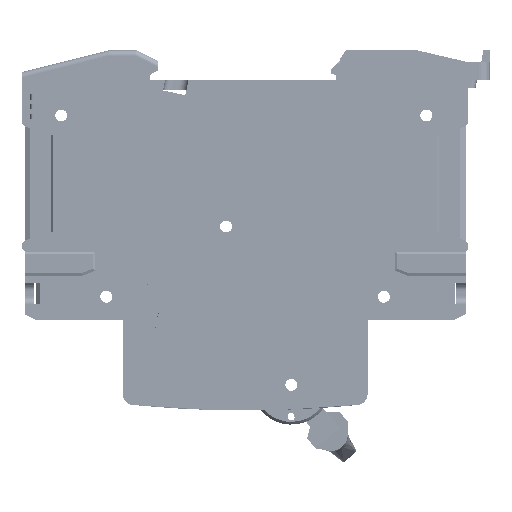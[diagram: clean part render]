
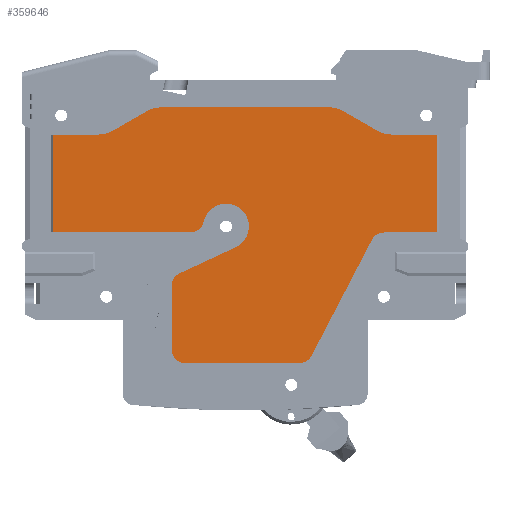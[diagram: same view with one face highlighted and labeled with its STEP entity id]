
A CAD part, front view. The second image highlights one B-rep face of the part: STEP entity #359646.
In plain terms, the highlighted planar face has unit normal (0, 1, 0).
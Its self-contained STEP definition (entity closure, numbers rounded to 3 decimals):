
#341908=DIRECTION('',(1.,0.,0.));
#341909=VECTOR('',#341908,25.248);
#341910=CARTESIAN_POINT('',(-35.3,-53.1,16.));
#341911=LINE('',#341910,#341909);
#342038=DIRECTION('',(0.,0.,-1.));
#342039=VECTOR('',#342038,18.);
#342040=CARTESIAN_POINT('',(-35.3,-53.1,34.));
#342041=LINE('',#342040,#342039);
#342045=DIRECTION('',(-1.,0.,0.));
#342046=VECTOR('',#342045,8.46);
#342047=CARTESIAN_POINT('',(-26.84,-53.1,34.));
#342048=LINE('',#342047,#342046);
#342052=CARTESIAN_POINT('',(-10.052,-53.1,18.5));
#342053=DIRECTION('',(0.,-1.,0.));
#342054=DIRECTION('',(0.,0.,-1.));
#342055=AXIS2_PLACEMENT_3D('',#342052,#342053,#342054);
#342060=CARTESIAN_POINT('',(-3.5,-53.1,17.1));
#342061=DIRECTION('',(0.,-1.,0.));
#342062=DIRECTION('',(0.423,0.,-0.906));
#342063=AXIS2_PLACEMENT_3D('',#342060,#342061,#342062);
#342068=DIRECTION('',(-0.906,0.,-0.423));
#342069=VECTOR('',#342068,11.4);
#342070=CARTESIAN_POINT('',(-1.725,-53.1,13.294));
#342071=LINE('',#342070,#342069);
#342075=CARTESIAN_POINT('',(-11.,-53.1,6.21));
#342076=DIRECTION('',(0.,-1.,0.));
#342077=DIRECTION('',(-0.423,0.,0.906));
#342078=AXIS2_PLACEMENT_3D('',#342075,#342076,#342077);
#342083=CARTESIAN_POINT('',(-11.,-53.1,-5.5));
#342084=DIRECTION('',(0.,-1.,0.));
#342085=DIRECTION('',(-1.,0.,0.));
#342086=AXIS2_PLACEMENT_3D('',#342083,#342084,#342085);
#342091=CARTESIAN_POINT('',(9.983,-53.1,-5.5));
#342092=DIRECTION('',(0.,-1.,0.));
#342093=DIRECTION('',(0.,0.,-1.));
#342094=AXIS2_PLACEMENT_3D('',#342091,#342092,#342093);
#342099=DIRECTION('',(0.462,0.,0.887));
#342100=VECTOR('',#342099,24.027);
#342101=CARTESIAN_POINT('',(12.201,-53.1,-6.655));
#342102=LINE('',#342101,#342100);
#342106=CARTESIAN_POINT('',(25.517,-53.1,13.5));
#342107=DIRECTION('',(0.,1.,0.));
#342108=DIRECTION('',(-0.887,0.,0.462));
#342109=AXIS2_PLACEMENT_3D('',#342106,#342107,#342108);
#342114=CARTESIAN_POINT('',(26.84,-53.1,39.));
#342115=DIRECTION('',(0.,1.,0.));
#342116=DIRECTION('',(0.,0.,-1.));
#342117=AXIS2_PLACEMENT_3D('',#342114,#342115,#342116);
#342122=DIRECTION('',(-0.866,0.,0.5));
#342123=VECTOR('',#342122,7.321);
#342124=CARTESIAN_POINT('',(24.34,-53.1,34.67));
#342125=LINE('',#342124,#342123);
#342129=CARTESIAN_POINT('',(15.5,-53.1,34.));
#342130=DIRECTION('',(0.,-1.,0.));
#342131=DIRECTION('',(0.5,0.,0.866));
#342132=AXIS2_PLACEMENT_3D('',#342129,#342130,#342131);
#342137=CARTESIAN_POINT('',(-15.5,-53.1,34.));
#342138=DIRECTION('',(0.,-1.,0.));
#342139=DIRECTION('',(0.,0.,1.));
#342140=AXIS2_PLACEMENT_3D('',#342137,#342138,#342139);
#342145=DIRECTION('',(-0.866,0.,-0.5));
#342146=VECTOR('',#342145,7.321);
#342147=CARTESIAN_POINT('',(-18.,-53.1,38.33));
#342148=LINE('',#342147,#342146);
#342152=CARTESIAN_POINT('',(-26.84,-53.1,39.));
#342153=DIRECTION('',(0.,1.,0.));
#342154=DIRECTION('',(0.5,0.,-0.866));
#342155=AXIS2_PLACEMENT_3D('',#342152,#342153,#342154);
#342202=DIRECTION('',(0.,0.,-1.));
#342203=VECTOR('',#342202,11.71);
#342204=CARTESIAN_POINT('',(-13.5,-53.1,6.21));
#342205=LINE('',#342204,#342203);
#342230=DIRECTION('',(1.,0.,0.));
#342231=VECTOR('',#342230,20.983);
#342232=CARTESIAN_POINT('',(-11.,-53.1,-8.));
#342233=LINE('',#342232,#342231);
#342279=DIRECTION('',(1.,0.,0.));
#342280=VECTOR('',#342279,9.783);
#342281=CARTESIAN_POINT('',(25.517,-53.1,16.));
#342282=LINE('',#342281,#342280);
#344424=DIRECTION('',(-1.,0.,0.));
#344425=VECTOR('',#344424,8.46);
#344426=CARTESIAN_POINT('',(35.3,-53.1,34.));
#344427=LINE('',#344426,#344425);
#344473=DIRECTION('',(-1.,0.,0.));
#344474=VECTOR('',#344473,31.);
#344475=CARTESIAN_POINT('',(15.5,-53.1,39.));
#344476=LINE('',#344475,#344474);
#344515=DIRECTION('',(0.,0.,1.));
#344516=VECTOR('',#344515,18.);
#344517=CARTESIAN_POINT('',(35.3,-53.1,16.));
#344518=LINE('',#344517,#344516);
#353927=CARTESIAN_POINT('',(-35.3,-53.1,34.));
#353928=VERTEX_POINT('',#353927);
#353929=CARTESIAN_POINT('',(-26.84,-53.1,34.));
#353930=VERTEX_POINT('',#353929);
#353931=CARTESIAN_POINT('',(-24.34,-53.1,34.67));
#353932=VERTEX_POINT('',#353931);
#353933=CARTESIAN_POINT('',(-18.,-53.1,38.33));
#353934=VERTEX_POINT('',#353933);
#353935=CARTESIAN_POINT('',(-15.5,-53.1,39.));
#353936=VERTEX_POINT('',#353935);
#353937=CARTESIAN_POINT('',(15.5,-53.1,39.));
#353938=VERTEX_POINT('',#353937);
#353939=CARTESIAN_POINT('',(18.,-53.1,38.33));
#353940=VERTEX_POINT('',#353939);
#353941=CARTESIAN_POINT('',(24.34,-53.1,34.67));
#353942=VERTEX_POINT('',#353941);
#353943=CARTESIAN_POINT('',(26.84,-53.1,34.));
#353944=VERTEX_POINT('',#353943);
#353945=CARTESIAN_POINT('',(35.3,-53.1,34.));
#353946=VERTEX_POINT('',#353945);
#353947=CARTESIAN_POINT('',(35.3,-53.1,16.));
#353948=VERTEX_POINT('',#353947);
#353949=CARTESIAN_POINT('',(25.517,-53.1,16.));
#353950=VERTEX_POINT('',#353949);
#353951=CARTESIAN_POINT('',(23.299,-53.1,14.655));
#353952=VERTEX_POINT('',#353951);
#353953=CARTESIAN_POINT('',(12.201,-53.1,-6.655));
#353954=VERTEX_POINT('',#353953);
#353955=CARTESIAN_POINT('',(9.983,-53.1,-8.));
#353956=VERTEX_POINT('',#353955);
#353957=CARTESIAN_POINT('',(-11.,-53.1,-8.));
#353958=VERTEX_POINT('',#353957);
#353959=CARTESIAN_POINT('',(-13.5,-53.1,-5.5));
#353960=VERTEX_POINT('',#353959);
#353961=CARTESIAN_POINT('',(-13.5,-53.1,6.21));
#353962=VERTEX_POINT('',#353961);
#353963=CARTESIAN_POINT('',(-12.057,-53.1,8.476));
#353964=VERTEX_POINT('',#353963);
#353965=CARTESIAN_POINT('',(-1.725,-53.1,13.294));
#353966=VERTEX_POINT('',#353965);
#353967=CARTESIAN_POINT('',(-7.607,-53.1,17.978));
#353968=VERTEX_POINT('',#353967);
#353969=CARTESIAN_POINT('',(-10.052,-53.1,16.));
#353970=VERTEX_POINT('',#353969);
#353971=CARTESIAN_POINT('',(-35.3,-53.1,16.));
#353972=VERTEX_POINT('',#353971);
#359596=CARTESIAN_POINT('',(0.,-53.1,15.5));
#359597=DIRECTION('',(0.,1.,0.));
#359598=DIRECTION('',(-1.,0.,0.));
#359599=AXIS2_PLACEMENT_3D('',#359596,#359597,#359598);
#359600=PLANE('',#359599);
#359601=ORIENTED_EDGE('',*,*,#359574,.T.);
#359602=ORIENTED_EDGE('',*,*,#359590,.T.);
#359603=ORIENTED_EDGE('',*,*,#359495,.T.);
#359605=ORIENTED_EDGE('',*,*,#359604,.T.);
#359607=ORIENTED_EDGE('',*,*,#359606,.F.);
#359609=ORIENTED_EDGE('',*,*,#359608,.T.);
#359611=ORIENTED_EDGE('',*,*,#359610,.T.);
#359613=ORIENTED_EDGE('',*,*,#359612,.T.);
#359615=ORIENTED_EDGE('',*,*,#359614,.T.);
#359617=ORIENTED_EDGE('',*,*,#359616,.T.);
#359619=ORIENTED_EDGE('',*,*,#359618,.T.);
#359621=ORIENTED_EDGE('',*,*,#359620,.T.);
#359623=ORIENTED_EDGE('',*,*,#359622,.T.);
#359625=ORIENTED_EDGE('',*,*,#359624,.T.);
#359627=ORIENTED_EDGE('',*,*,#359626,.T.);
#359629=ORIENTED_EDGE('',*,*,#359628,.T.);
#359631=ORIENTED_EDGE('',*,*,#359630,.T.);
#359633=ORIENTED_EDGE('',*,*,#359632,.T.);
#359635=ORIENTED_EDGE('',*,*,#359634,.T.);
#359637=ORIENTED_EDGE('',*,*,#359636,.T.);
#359639=ORIENTED_EDGE('',*,*,#359638,.T.);
#359641=ORIENTED_EDGE('',*,*,#359640,.T.);
#359643=ORIENTED_EDGE('',*,*,#359642,.T.);
#359644=EDGE_LOOP('',(#359601,#359602,#359603,#359605,#359607,#359609,#359611,
#359613,#359615,#359617,#359619,#359621,#359623,#359625,#359627,#359629,#359631,
#359633,#359635,#359637,#359639,#359641,#359643));
#359645=FACE_OUTER_BOUND('',#359644,.F.);
#359646=ADVANCED_FACE('',(#359645),#359600,.T.);
#342056=CIRCLE('',#342055,2.5);
#342064=CIRCLE('',#342063,4.2);
#342079=CIRCLE('',#342078,2.5);
#342087=CIRCLE('',#342086,2.5);
#342095=CIRCLE('',#342094,2.5);
#342110=CIRCLE('',#342109,2.5);
#342118=CIRCLE('',#342117,5.);
#342133=CIRCLE('',#342132,5.);
#342141=CIRCLE('',#342140,5.);
#342156=CIRCLE('',#342155,5.);
#359495=EDGE_CURVE('',#353972,#353970,#341911,.T.);
#359574=EDGE_CURVE('',#353930,#353928,#342048,.T.);
#359590=EDGE_CURVE('',#353928,#353972,#342041,.T.);
#359604=EDGE_CURVE('',#353970,#353968,#342056,.T.);
#359606=EDGE_CURVE('',#353966,#353968,#342064,.T.);
#359608=EDGE_CURVE('',#353966,#353964,#342071,.T.);
#359610=EDGE_CURVE('',#353964,#353962,#342079,.T.);
#359612=EDGE_CURVE('',#353962,#353960,#342205,.T.);
#359614=EDGE_CURVE('',#353960,#353958,#342087,.T.);
#359616=EDGE_CURVE('',#353958,#353956,#342233,.T.);
#359618=EDGE_CURVE('',#353956,#353954,#342095,.T.);
#359620=EDGE_CURVE('',#353954,#353952,#342102,.T.);
#359622=EDGE_CURVE('',#353952,#353950,#342110,.T.);
#359624=EDGE_CURVE('',#353950,#353948,#342282,.T.);
#359626=EDGE_CURVE('',#353948,#353946,#344518,.T.);
#359628=EDGE_CURVE('',#353946,#353944,#344427,.T.);
#359630=EDGE_CURVE('',#353944,#353942,#342118,.T.);
#359632=EDGE_CURVE('',#353942,#353940,#342125,.T.);
#359634=EDGE_CURVE('',#353940,#353938,#342133,.T.);
#359636=EDGE_CURVE('',#353938,#353936,#344476,.T.);
#359638=EDGE_CURVE('',#353936,#353934,#342141,.T.);
#359640=EDGE_CURVE('',#353934,#353932,#342148,.T.);
#359642=EDGE_CURVE('',#353932,#353930,#342156,.T.);
